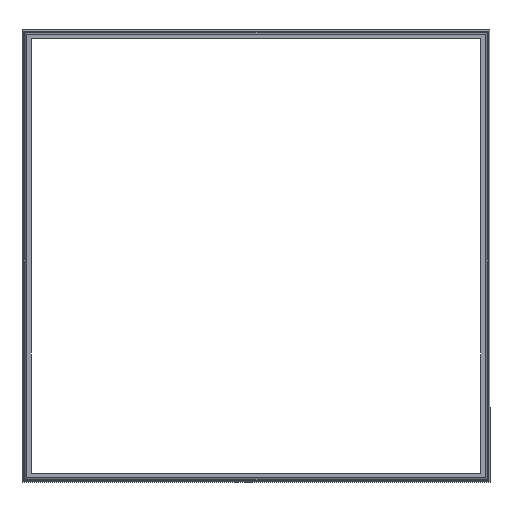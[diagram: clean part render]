
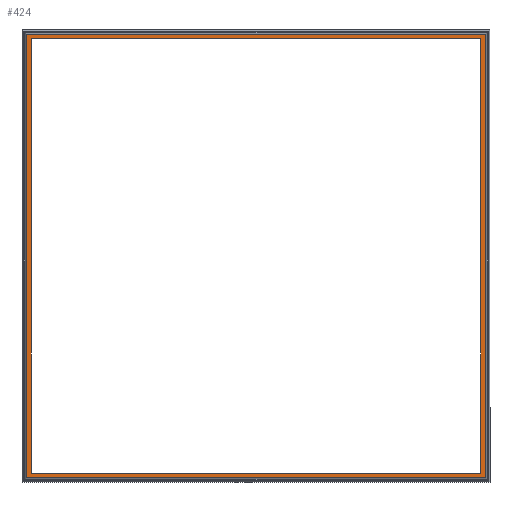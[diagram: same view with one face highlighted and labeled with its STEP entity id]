
A CAD part, top view. The second image highlights one B-rep face of the part: STEP entity #424.
In plain terms, the highlighted planar face has unit normal (0, 0, 1).
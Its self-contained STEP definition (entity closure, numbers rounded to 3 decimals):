
#16 = DIRECTION ( 'NONE',  ( 0., -1., 0. ) ) ;
#19 = VERTEX_POINT ( 'NONE', #98 ) ;
#22 = ORIENTED_EDGE ( 'NONE', *, *, #67, .F. ) ;
#30 = FACE_OUTER_BOUND ( 'NONE', #198, .T. ) ;
#40 = LINE ( 'NONE', #272, #316 ) ;
#62 = CARTESIAN_POINT ( 'NONE',  ( 21.287, 578.713, -12. ) ) ;
#65 = VERTEX_POINT ( 'NONE', #373 ) ;
#67 = EDGE_CURVE ( 'NONE', #365, #347, #260, .T. ) ;
#76 = DIRECTION ( 'NONE',  ( 1., 0., 0. ) ) ;
#77 = EDGE_CURVE ( 'NONE', #65, #295, #445, .T. ) ;
#80 = LINE ( 'NONE', #147, #210 ) ;
#97 = PLANE ( 'NONE',  #215 ) ;
#98 = CARTESIAN_POINT ( 'NONE',  ( 27.379, 572.621, -12. ) ) ;
#116 = DIRECTION ( 'NONE',  ( 0., -1., 0. ) ) ;
#121 = EDGE_CURVE ( 'NONE', #19, #65, #80, .T. ) ;
#122 = CARTESIAN_POINT ( 'NONE',  ( 21.287, 21.287, -12. ) ) ;
#125 = CARTESIAN_POINT ( 'NONE',  ( 21.287, 15.78, -12. ) ) ;
#128 = VECTOR ( 'NONE', #213, 1000. ) ;
#132 = VERTEX_POINT ( 'NONE', #408 ) ;
#141 = ORIENTED_EDGE ( 'NONE', *, *, #474, .T. ) ;
#146 = DIRECTION ( 'NONE',  ( 1., 0., 0. ) ) ;
#147 = CARTESIAN_POINT ( 'NONE',  ( 15.78, 572.621, -12. ) ) ;
#149 = CARTESIAN_POINT ( 'NONE',  ( 15.78, 578.713, -12. ) ) ;
#191 = CARTESIAN_POINT ( 'NONE',  ( 604.22, 21.287, -12. ) ) ;
#198 = EDGE_LOOP ( 'NONE', ( #348, #478, #311, #22 ) ) ;
#201 = VECTOR ( 'NONE', #116, 1000. ) ;
#204 = DIRECTION ( 'NONE',  ( 0., 1., 0. ) ) ;
#210 = VECTOR ( 'NONE', #76, 1000. ) ;
#213 = DIRECTION ( 'NONE',  ( -1., 0., 0. ) ) ;
#215 = AXIS2_PLACEMENT_3D ( 'NONE', #252, #329, #292 ) ;
#217 = VERTEX_POINT ( 'NONE', #122 ) ;
#239 = VECTOR ( 'NONE', #460, 1000. ) ;
#240 = LINE ( 'NONE', #191, #239 ) ;
#246 = LINE ( 'NONE', #367, #128 ) ;
#252 = CARTESIAN_POINT ( 'NONE',  ( 27.379, 15.78, -12. ) ) ;
#258 = EDGE_LOOP ( 'NONE', ( #404, #279, #141, #455 ) ) ;
#260 = LINE ( 'NONE', #149, #360 ) ;
#272 = CARTESIAN_POINT ( 'NONE',  ( 27.379, 15.78, -12. ) ) ;
#279 = ORIENTED_EDGE ( 'NONE', *, *, #345, .T. ) ;
#292 = DIRECTION ( 'NONE',  ( -1., 0., 0. ) ) ;
#295 = VERTEX_POINT ( 'NONE', #313 ) ;
#298 = EDGE_CURVE ( 'NONE', #217, #365, #353, .T. ) ;
#311 = ORIENTED_EDGE ( 'NONE', *, *, #326, .F. ) ;
#313 = CARTESIAN_POINT ( 'NONE',  ( 592.621, 27.379, -12. ) ) ;
#315 = EDGE_CURVE ( 'NONE', #132, #217, #240, .T. ) ;
#316 = VECTOR ( 'NONE', #337, 1000. ) ;
#326 = EDGE_CURVE ( 'NONE', #347, #132, #346, .T. ) ;
#327 = CARTESIAN_POINT ( 'NONE',  ( 598.713, 578.713, -12. ) ) ;
#329 = DIRECTION ( 'NONE',  ( 0., 0., -1. ) ) ;
#337 = DIRECTION ( 'NONE',  ( 0., 1., 0. ) ) ;
#344 = CARTESIAN_POINT ( 'NONE',  ( 592.621, 584.22, -12. ) ) ;
#345 = EDGE_CURVE ( 'NONE', #295, #385, #246, .T. ) ;
#346 = LINE ( 'NONE', #349, #416 ) ;
#347 = VERTEX_POINT ( 'NONE', #327 ) ;
#348 = ORIENTED_EDGE ( 'NONE', *, *, #298, .F. ) ;
#349 = CARTESIAN_POINT ( 'NONE',  ( 598.713, 584.22, -12. ) ) ;
#353 = LINE ( 'NONE', #125, #423 ) ;
#360 = VECTOR ( 'NONE', #146, 1000. ) ;
#365 = VERTEX_POINT ( 'NONE', #62 ) ;
#367 = CARTESIAN_POINT ( 'NONE',  ( 604.22, 27.379, -12. ) ) ;
#373 = CARTESIAN_POINT ( 'NONE',  ( 592.621, 572.621, -12. ) ) ;
#385 = VERTEX_POINT ( 'NONE', #471 ) ;
#404 = ORIENTED_EDGE ( 'NONE', *, *, #77, .T. ) ;
#408 = CARTESIAN_POINT ( 'NONE',  ( 598.713, 21.287, -12. ) ) ;
#416 = VECTOR ( 'NONE', #16, 1000. ) ;
#423 = VECTOR ( 'NONE', #204, 1000. ) ;
#424 = ADVANCED_FACE ( 'NONE', ( #469, #30 ), #97, .F. ) ;
#445 = LINE ( 'NONE', #344, #201 ) ;
#455 = ORIENTED_EDGE ( 'NONE', *, *, #121, .T. ) ;
#460 = DIRECTION ( 'NONE',  ( -1., 0., 0. ) ) ;
#469 = FACE_BOUND ( 'NONE', #258, .T. ) ;
#471 = CARTESIAN_POINT ( 'NONE',  ( 27.379, 27.379, -12. ) ) ;
#474 = EDGE_CURVE ( 'NONE', #385, #19, #40, .T. ) ;
#478 = ORIENTED_EDGE ( 'NONE', *, *, #315, .F. ) ;
